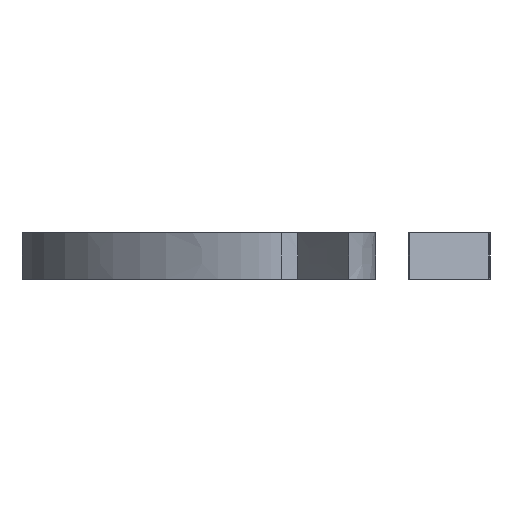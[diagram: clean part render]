
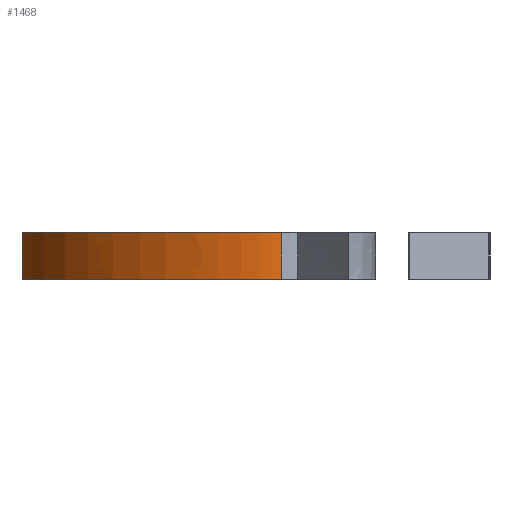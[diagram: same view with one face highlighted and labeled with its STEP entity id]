
A CAD part, left-side view. The second image highlights one B-rep face of the part: STEP entity #1468.
In plain terms, the highlighted face is a extrusion surface.
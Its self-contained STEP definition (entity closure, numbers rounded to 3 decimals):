
#79 = PLANE('',#80);
#80 = AXIS2_PLACEMENT_3D('',#81,#82,#83);
#81 = CARTESIAN_POINT('',(24.133,-22.534,2.));
#82 = DIRECTION('',(0.,0.,1.));
#83 = DIRECTION('',(1.,0.,-0.));
#138 = PLANE('',#139);
#139 = AXIS2_PLACEMENT_3D('',#140,#141,#142);
#140 = CARTESIAN_POINT('',(24.133,-22.534,0.));
#141 = DIRECTION('',(0.,0.,1.));
#142 = DIRECTION('',(1.,0.,-0.));
#1348 = SURFACE_OF_LINEAR_EXTRUSION('',#1349,#1354);
#1349 = B_SPLINE_CURVE_WITH_KNOTS('',3,(#1350,#1351,#1352,#1353),
  .UNSPECIFIED.,.F.,.F.,(4,4),(0.,1.),.PIECEWISE_BEZIER_KNOTS.);
#1350 = CARTESIAN_POINT('',(19.618,-22.174,0.));
#1351 = CARTESIAN_POINT('',(18.479,-21.203,0.));
#1352 = CARTESIAN_POINT('',(18.195,-19.603,0.));
#1353 = CARTESIAN_POINT('',(18.122,-19.257,0.));
#1354 = VECTOR('',#1355,1.);
#1355 = DIRECTION('',(-0.,-0.,-1.));
#1391 = VERTEX_POINT('',#1392);
#1392 = CARTESIAN_POINT('',(18.122,-19.257,2.));
#1415 = EDGE_CURVE('',#1416,#1391,#1418,.T.);
#1416 = VERTEX_POINT('',#1417);
#1417 = CARTESIAN_POINT('',(18.122,-19.257,0.));
#1418 = SURFACE_CURVE('',#1419,(#1423,#1430),.PCURVE_S1.);
#1419 = LINE('',#1420,#1421);
#1420 = CARTESIAN_POINT('',(18.122,-19.257,0.));
#1421 = VECTOR('',#1422,1.);
#1422 = DIRECTION('',(0.,0.,1.));
#1423 = PCURVE('',#1348,#1424);
#1424 = DEFINITIONAL_REPRESENTATION('',(#1425),#1429);
#1425 = LINE('',#1426,#1427);
#1426 = CARTESIAN_POINT('',(1.,0.));
#1427 = VECTOR('',#1428,1.);
#1428 = DIRECTION('',(0.,-1.));
#1429 = ( GEOMETRIC_REPRESENTATION_CONTEXT(2) 
PARAMETRIC_REPRESENTATION_CONTEXT() REPRESENTATION_CONTEXT('2D SPACE',''
  ) );
#1430 = PCURVE('',#1431,#1439);
#1431 = SURFACE_OF_LINEAR_EXTRUSION('',#1432,#1437);
#1432 = B_SPLINE_CURVE_WITH_KNOTS('',3,(#1433,#1434,#1435,#1436),
  .UNSPECIFIED.,.F.,.F.,(4,4),(0.,1.),.PIECEWISE_BEZIER_KNOTS.);
#1433 = CARTESIAN_POINT('',(18.122,-19.257,0.));
#1434 = CARTESIAN_POINT('',(17.638,-16.982,0.));
#1435 = CARTESIAN_POINT('',(20.183,-10.253,0.));
#1436 = CARTESIAN_POINT('',(27.083,-8.091,0.));
#1437 = VECTOR('',#1438,1.);
#1438 = DIRECTION('',(-0.,-0.,-1.));
#1439 = DEFINITIONAL_REPRESENTATION('',(#1440),#1444);
#1440 = LINE('',#1441,#1442);
#1441 = CARTESIAN_POINT('',(0.,0.));
#1442 = VECTOR('',#1443,1.);
#1443 = DIRECTION('',(0.,-1.));
#1444 = ( GEOMETRIC_REPRESENTATION_CONTEXT(2) 
PARAMETRIC_REPRESENTATION_CONTEXT() REPRESENTATION_CONTEXT('2D SPACE',''
  ) );
#1468 = ADVANCED_FACE('',(#1469),#1431,.T.);
#1469 = FACE_BOUND('',#1470,.T.);
#1470 = EDGE_LOOP('',(#1471,#1472,#1497,#1528));
#1471 = ORIENTED_EDGE('',*,*,#1415,.T.);
#1472 = ORIENTED_EDGE('',*,*,#1473,.T.);
#1473 = EDGE_CURVE('',#1391,#1474,#1476,.T.);
#1474 = VERTEX_POINT('',#1475);
#1475 = CARTESIAN_POINT('',(27.083,-8.091,2.));
#1476 = SURFACE_CURVE('',#1477,(#1482,#1489),.PCURVE_S1.);
#1477 = B_SPLINE_CURVE_WITH_KNOTS('',3,(#1478,#1479,#1480,#1481),
  .UNSPECIFIED.,.F.,.F.,(4,4),(0.,1.),.PIECEWISE_BEZIER_KNOTS.);
#1478 = CARTESIAN_POINT('',(18.122,-19.257,2.));
#1479 = CARTESIAN_POINT('',(17.638,-16.982,2.));
#1480 = CARTESIAN_POINT('',(20.183,-10.253,2.));
#1481 = CARTESIAN_POINT('',(27.083,-8.091,2.));
#1482 = PCURVE('',#1431,#1483);
#1483 = DEFINITIONAL_REPRESENTATION('',(#1484),#1488);
#1484 = LINE('',#1485,#1486);
#1485 = CARTESIAN_POINT('',(0.,-2.));
#1486 = VECTOR('',#1487,1.);
#1487 = DIRECTION('',(1.,0.));
#1488 = ( GEOMETRIC_REPRESENTATION_CONTEXT(2) 
PARAMETRIC_REPRESENTATION_CONTEXT() REPRESENTATION_CONTEXT('2D SPACE',''
  ) );
#1489 = PCURVE('',#79,#1490);
#1490 = DEFINITIONAL_REPRESENTATION('',(#1491),#1496);
#1491 = B_SPLINE_CURVE_WITH_KNOTS('',3,(#1492,#1493,#1494,#1495),
  .UNSPECIFIED.,.F.,.F.,(4,4),(0.,1.),.PIECEWISE_BEZIER_KNOTS.);
#1492 = CARTESIAN_POINT('',(-6.012,3.277));
#1493 = CARTESIAN_POINT('',(-6.495,5.552));
#1494 = CARTESIAN_POINT('',(-3.95,12.282));
#1495 = CARTESIAN_POINT('',(2.95,14.444));
#1496 = ( GEOMETRIC_REPRESENTATION_CONTEXT(2) 
PARAMETRIC_REPRESENTATION_CONTEXT() REPRESENTATION_CONTEXT('2D SPACE',''
  ) );
#1497 = ORIENTED_EDGE('',*,*,#1498,.F.);
#1498 = EDGE_CURVE('',#1499,#1474,#1501,.T.);
#1499 = VERTEX_POINT('',#1500);
#1500 = CARTESIAN_POINT('',(27.083,-8.091,0.));
#1501 = SURFACE_CURVE('',#1502,(#1506,#1513),.PCURVE_S1.);
#1502 = LINE('',#1503,#1504);
#1503 = CARTESIAN_POINT('',(27.083,-8.091,0.));
#1504 = VECTOR('',#1505,1.);
#1505 = DIRECTION('',(0.,0.,1.));
#1506 = PCURVE('',#1431,#1507);
#1507 = DEFINITIONAL_REPRESENTATION('',(#1508),#1512);
#1508 = LINE('',#1509,#1510);
#1509 = CARTESIAN_POINT('',(1.,0.));
#1510 = VECTOR('',#1511,1.);
#1511 = DIRECTION('',(0.,-1.));
#1512 = ( GEOMETRIC_REPRESENTATION_CONTEXT(2) 
PARAMETRIC_REPRESENTATION_CONTEXT() REPRESENTATION_CONTEXT('2D SPACE',''
  ) );
#1513 = PCURVE('',#1514,#1522);
#1514 = SURFACE_OF_LINEAR_EXTRUSION('',#1515,#1520);
#1515 = B_SPLINE_CURVE_WITH_KNOTS('',3,(#1516,#1517,#1518,#1519),
  .UNSPECIFIED.,.F.,.F.,(4,4),(0.,1.),.PIECEWISE_BEZIER_KNOTS.);
#1516 = CARTESIAN_POINT('',(27.083,-8.091,0.));
#1517 = CARTESIAN_POINT('',(27.086,-8.091,0.));
#1518 = CARTESIAN_POINT('',(27.139,-8.078,0.));
#1519 = CARTESIAN_POINT('',(27.295,-8.078,0.));
#1520 = VECTOR('',#1521,1.);
#1521 = DIRECTION('',(-0.,-0.,-1.));
#1522 = DEFINITIONAL_REPRESENTATION('',(#1523),#1527);
#1523 = LINE('',#1524,#1525);
#1524 = CARTESIAN_POINT('',(0.,0.));
#1525 = VECTOR('',#1526,1.);
#1526 = DIRECTION('',(0.,-1.));
#1527 = ( GEOMETRIC_REPRESENTATION_CONTEXT(2) 
PARAMETRIC_REPRESENTATION_CONTEXT() REPRESENTATION_CONTEXT('2D SPACE',''
  ) );
#1528 = ORIENTED_EDGE('',*,*,#1529,.F.);
#1529 = EDGE_CURVE('',#1416,#1499,#1530,.T.);
#1530 = SURFACE_CURVE('',#1531,(#1536,#1543),.PCURVE_S1.);
#1531 = B_SPLINE_CURVE_WITH_KNOTS('',3,(#1532,#1533,#1534,#1535),
  .UNSPECIFIED.,.F.,.F.,(4,4),(0.,1.),.PIECEWISE_BEZIER_KNOTS.);
#1532 = CARTESIAN_POINT('',(18.122,-19.257,0.));
#1533 = CARTESIAN_POINT('',(17.638,-16.982,0.));
#1534 = CARTESIAN_POINT('',(20.183,-10.253,0.));
#1535 = CARTESIAN_POINT('',(27.083,-8.091,0.));
#1536 = PCURVE('',#1431,#1537);
#1537 = DEFINITIONAL_REPRESENTATION('',(#1538),#1542);
#1538 = LINE('',#1539,#1540);
#1539 = CARTESIAN_POINT('',(0.,0.));
#1540 = VECTOR('',#1541,1.);
#1541 = DIRECTION('',(1.,0.));
#1542 = ( GEOMETRIC_REPRESENTATION_CONTEXT(2) 
PARAMETRIC_REPRESENTATION_CONTEXT() REPRESENTATION_CONTEXT('2D SPACE',''
  ) );
#1543 = PCURVE('',#138,#1544);
#1544 = DEFINITIONAL_REPRESENTATION('',(#1545),#1550);
#1545 = B_SPLINE_CURVE_WITH_KNOTS('',3,(#1546,#1547,#1548,#1549),
  .UNSPECIFIED.,.F.,.F.,(4,4),(0.,1.),.PIECEWISE_BEZIER_KNOTS.);
#1546 = CARTESIAN_POINT('',(-6.012,3.277));
#1547 = CARTESIAN_POINT('',(-6.495,5.552));
#1548 = CARTESIAN_POINT('',(-3.95,12.282));
#1549 = CARTESIAN_POINT('',(2.95,14.444));
#1550 = ( GEOMETRIC_REPRESENTATION_CONTEXT(2) 
PARAMETRIC_REPRESENTATION_CONTEXT() REPRESENTATION_CONTEXT('2D SPACE',''
  ) );
